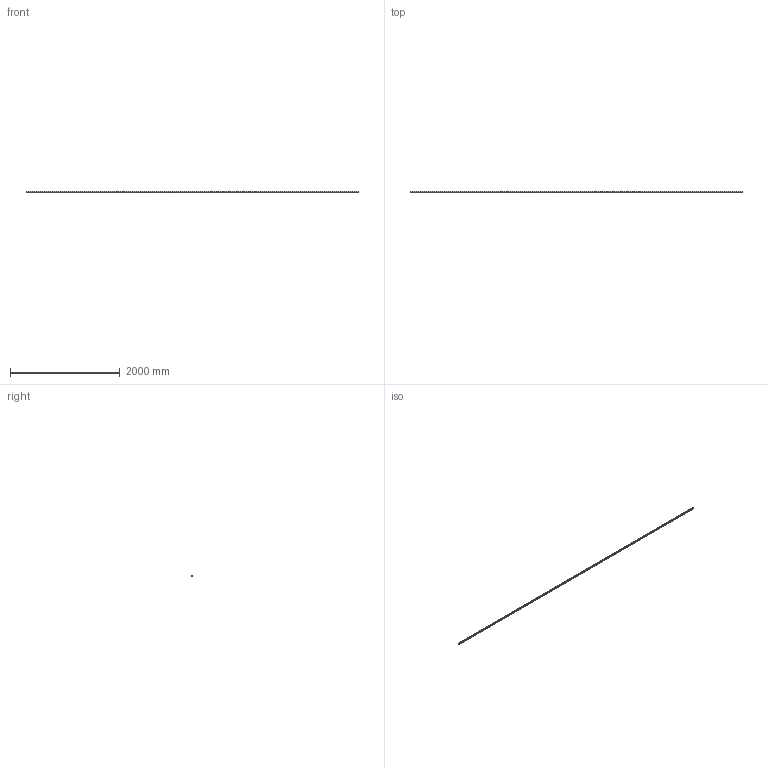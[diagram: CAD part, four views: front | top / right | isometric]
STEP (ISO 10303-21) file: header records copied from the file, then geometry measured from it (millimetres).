
FILE_DESCRIPTION(/* description */ ('STEP AP203'),/* implementation_level */ '2;1');
FILE_NAME(/* name */ '1025835.stp',/* time_stamp */ '2024-04-30T15:18:06+02:00',/* author */ ('b.steehouwer'),/* organization */ (''),/* preprocessor_version */ 'ST-DEVELOPER v18.1',/* originating_system */ 'Autodesk Inventor 2021',/* authorisation */ '');
FILE_SCHEMA (('AUTOMOTIVE_DESIGN { 1 0 10303 214 3 1 1 }'));
Length unit declared in the file: millimetre
Products named in the file (1): 1025835
Bounding box: 6060 x 20 x 20 mm (x, y, z)
Volume: 1283636 mm3; surface area: 1158764 mm2
Topology: 1 solids, 1 shells, 51 faces, 147 edges, 98 vertices
Faces by surface type: plane 26, cylinder 25
Full cylindrical faces by diameter (mm): 4.3 x1
Entity records: 1748 total; most frequent: DIRECTION 301, CARTESIAN_POINT 297, ORIENTED_EDGE 294, EDGE_CURVE 147, AXIS2_PLACEMENT_3D 102, VERTEX_POINT 98, LINE 97, VECTOR 97
